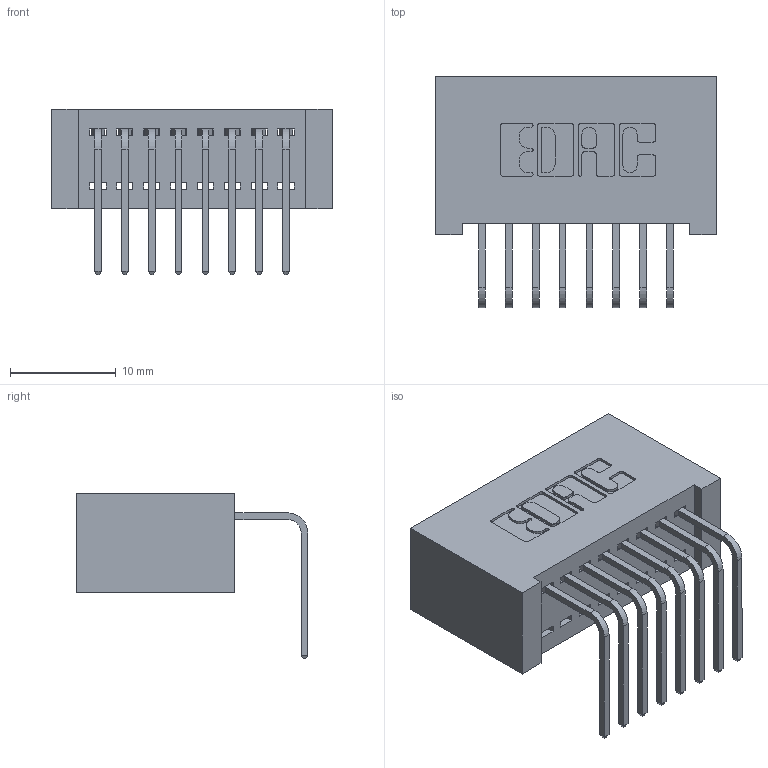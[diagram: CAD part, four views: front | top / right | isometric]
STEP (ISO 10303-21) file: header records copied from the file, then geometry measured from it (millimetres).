
FILE_DESCRIPTION (( 'STEP AP203' ), '1' );
FILE_NAME ('342-008-558-101.STEP', '2019-10-01T13:16:03', ( '' ), ( '' ), 'SwSTEP 2.0', 'SolidWorks 2016', '' );
FILE_SCHEMA (( 'CONFIG_CONTROL_DESIGN' ));
Length unit declared in the file: inch
Products named in the file (3): 342 Part_Lugless; 345-292-001_558 Tail - 2; 342-008-558-101
Assembly tree (9 placements, depth 2):
  342-008-558-101
    342 Part_Lugless
    345-292-001_558 Tail - 2  x8
Bounding box: 26.57 x 21.91 x 15.62 mm (x, y, z)
Volume: 2639.9 mm3; surface area: 3716.4 mm2
Topology: 9 solids, 9 shells, 582 faces, 1731 edges, 1142 vertices
Faces by surface type: plane 414, cylinder 168
Entity records: 8963 total; most frequent: CARTESIAN_POINT 1558, ORIENTED_EDGE 1502, DIRECTION 1375, EDGE_CURVE 751, LINE 631, VECTOR 631, VERTEX_POINT 498, AXIS2_PLACEMENT_3D 372
